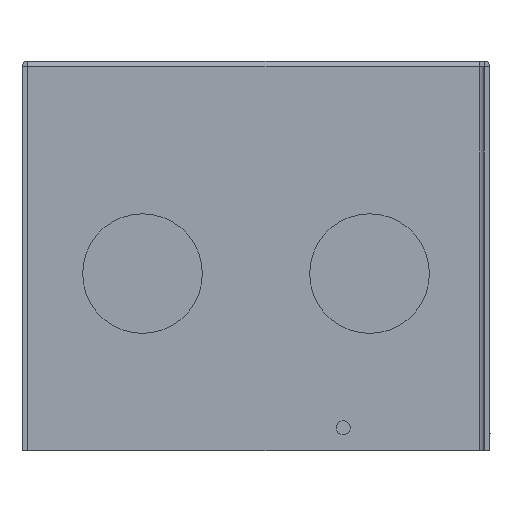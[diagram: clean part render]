
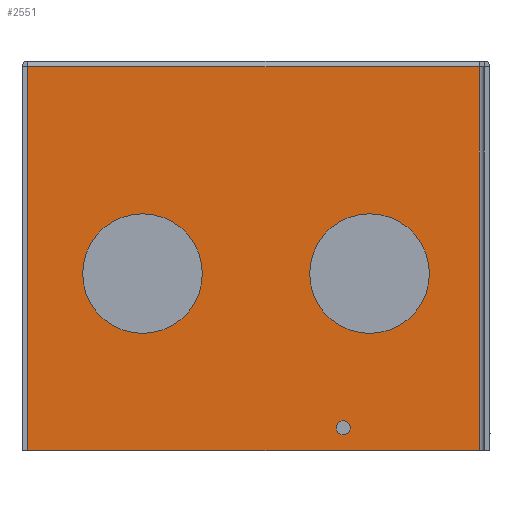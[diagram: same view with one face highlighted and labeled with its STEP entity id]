
A CAD part, left-side view. The second image highlights one B-rep face of the part: STEP entity #2551.
In plain terms, the highlighted planar face has unit normal (-1, 0, 0).
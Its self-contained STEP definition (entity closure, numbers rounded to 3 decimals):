
#18=FACE_BOUND('',#505,.T.);
#19=FACE_BOUND('',#506,.T.);
#20=FACE_BOUND('',#507,.T.);
#135=CIRCLE('',#2712,11.862);
#136=CIRCLE('',#2713,11.862);
#137=CIRCLE('',#2714,1.397);
#361=FACE_OUTER_BOUND('',#504,.T.);
#504=EDGE_LOOP('',(#1805,#1806,#1807,#1808));
#505=EDGE_LOOP('',(#1809));
#506=EDGE_LOOP('',(#1810));
#507=EDGE_LOOP('',(#1811));
#754=LINE('',#3768,#937);
#756=LINE('',#3776,#939);
#766=LINE('',#3807,#949);
#767=LINE('',#3809,#950);
#937=VECTOR('',#2971,0.54);
#939=VECTOR('',#2979,10.);
#949=VECTOR('',#3009,10.);
#950=VECTOR('',#3012,10.);
#1177=VERTEX_POINT('',#3761);
#1180=VERTEX_POINT('',#3766);
#1181=VERTEX_POINT('',#3770);
#1194=VERTEX_POINT('',#3805);
#1195=VERTEX_POINT('',#3810);
#1196=VERTEX_POINT('',#3812);
#1197=VERTEX_POINT('',#3814);
#1411=EDGE_CURVE('',#1177,#1180,#754,.T.);
#1415=EDGE_CURVE('',#1181,#1177,#756,.T.);
#1431=EDGE_CURVE('',#1180,#1194,#766,.T.);
#1432=EDGE_CURVE('',#1194,#1181,#767,.T.);
#1433=EDGE_CURVE('',#1195,#1195,#135,.T.);
#1434=EDGE_CURVE('',#1196,#1196,#136,.T.);
#1435=EDGE_CURVE('',#1197,#1197,#137,.T.);
#1805=ORIENTED_EDGE('',*,*,#1432,.T.);
#1806=ORIENTED_EDGE('',*,*,#1415,.T.);
#1807=ORIENTED_EDGE('',*,*,#1411,.T.);
#1808=ORIENTED_EDGE('',*,*,#1431,.T.);
#1809=ORIENTED_EDGE('',*,*,#1433,.T.);
#1810=ORIENTED_EDGE('',*,*,#1434,.T.);
#1811=ORIENTED_EDGE('',*,*,#1435,.T.);
#2495=PLANE('',#2711);
#2551=ADVANCED_FACE('',(#361,#18,#19,#20),#2495,.T.);
#2711=AXIS2_PLACEMENT_3D('',#3808,#3010,#3011);
#2712=AXIS2_PLACEMENT_3D('',#3811,#3013,#3014);
#2713=AXIS2_PLACEMENT_3D('',#3813,#3015,#3016);
#2714=AXIS2_PLACEMENT_3D('',#3815,#3017,#3018);
#2971=DIRECTION('',(0.,0.,-1.));
#2979=DIRECTION('',(0.,1.,0.));
#3009=DIRECTION('',(0.,-1.,0.));
#3010=DIRECTION('center_axis',(-1.,0.,0.));
#3011=DIRECTION('ref_axis',(0.,0.,1.));
#3012=DIRECTION('',(0.,0.,1.));
#3013=DIRECTION('center_axis',(1.,0.,0.));
#3014=DIRECTION('ref_axis',(0.,1.,0.));
#3015=DIRECTION('center_axis',(1.,0.,0.));
#3016=DIRECTION('ref_axis',(0.,1.,0.));
#3017=DIRECTION('center_axis',(1.,0.,0.));
#3018=DIRECTION('ref_axis',(0.,0.,
-1.));
#3761=CARTESIAN_POINT('',(-47.138,49.275,-0.1));
#3766=CARTESIAN_POINT('',(-47.138,49.275,-76.2));
#3768=CARTESIAN_POINT('',(-47.137,49.275,1.596));
#3770=CARTESIAN_POINT('',(-47.138,-40.275,-0.1));
#3776=CARTESIAN_POINT('',(-47.138,0.,-0.1));
#3805=CARTESIAN_POINT('',(-47.138,-40.275,-76.2));
#3807=CARTESIAN_POINT('',(-47.138,-41.275,-76.2));
#3808=CARTESIAN_POINT('Origin',(-47.137,0.,46.786));
#3809=CARTESIAN_POINT('',(-47.138,-40.275,-18.913));
#3810=CARTESIAN_POINT('',(-47.138,14.631,-41.087));
#3811=CARTESIAN_POINT('Origin',(-47.138,26.492,-41.087));
#3812=CARTESIAN_POINT('',(-47.138,-30.369,-41.087));
#3813=CARTESIAN_POINT('Origin',(-47.138,-18.508,-41.087));
#3814=CARTESIAN_POINT('',(-47.138,-13.288,-70.231));
#3815=CARTESIAN_POINT('Origin',(-47.138,-13.288,-71.628));
